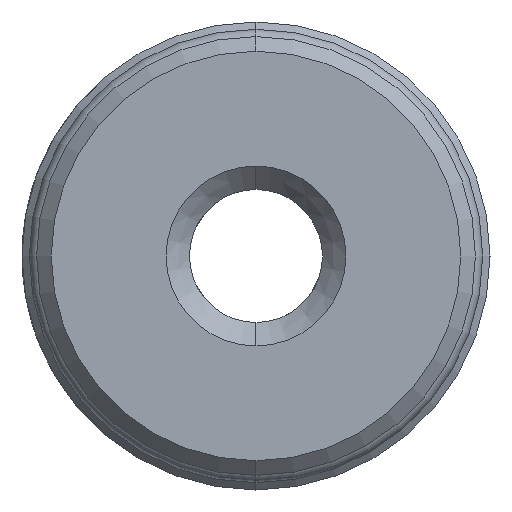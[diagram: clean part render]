
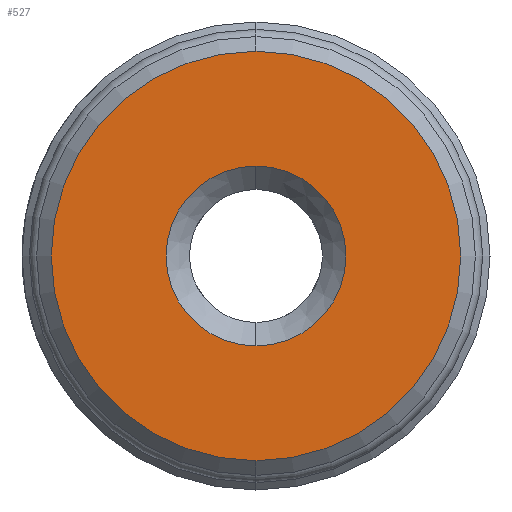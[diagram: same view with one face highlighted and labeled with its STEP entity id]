
A CAD part, left-side view. The second image highlights one B-rep face of the part: STEP entity #527.
In plain terms, the highlighted planar face has unit normal (-1, 0, 0).
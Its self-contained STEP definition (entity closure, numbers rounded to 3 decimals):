
#113 = CARTESIAN_POINT ( 'NONE',  ( -36.3, 0., 7. ) ) ;
#160 = AXIS2_PLACEMENT_3D ( 'NONE', #299, #301, #303 ) ;
#193 = CARTESIAN_POINT ( 'NONE',  ( -36.3, 0., -7. ) ) ;
#194 = AXIS2_PLACEMENT_3D ( 'NONE', #280, #283, #284 ) ;
#256 = VERTEX_POINT ( 'NONE', #809 ) ;
#280 = CARTESIAN_POINT ( 'NONE',  ( -36.3, 0., 0. ) ) ;
#283 = DIRECTION ( 'NONE',  ( 1., 0., 0. ) ) ;
#284 = DIRECTION ( 'NONE',  ( 0., 0., -1. ) ) ;
#289 = ORIENTED_EDGE ( 'NONE', *, *, #764, .F. ) ;
#291 = CARTESIAN_POINT ( 'NONE',  ( -36.3, 0., 3.075 ) ) ;
#299 = CARTESIAN_POINT ( 'NONE',  ( -36.3, 0., 0. ) ) ;
#301 = DIRECTION ( 'NONE',  ( 1., 0., 0. ) ) ;
#303 = DIRECTION ( 'NONE',  ( 0., 0., -1. ) ) ;
#370 = ORIENTED_EDGE ( 'NONE', *, *, #766, .T. ) ;
#427 = EDGE_LOOP ( 'NONE', ( #905, #370 ) ) ;
#519 = AXIS2_PLACEMENT_3D ( 'NONE', #1210, #1205, #1204 ) ;
#520 = AXIS2_PLACEMENT_3D ( 'NONE', #1235, #1231, #1221 ) ;
#527 = ADVANCED_FACE ( 'NONE', ( #1076, #1082 ), #1366, .T. ) ;
#570 = AXIS2_PLACEMENT_3D ( 'NONE', #1107, #746, #1368 ) ;
#679 = CIRCLE ( 'NONE', #160, 7. ) ;
#690 = CIRCLE ( 'NONE', #194, 3.075 ) ;
#746 = DIRECTION ( 'NONE',  ( -1., 0., 0. ) ) ;
#764 = EDGE_CURVE ( 'NONE', #935, #953, #969, .T. ) ;
#766 = EDGE_CURVE ( 'NONE', #256, #1058, #967, .T. ) ;
#809 = CARTESIAN_POINT ( 'NONE',  ( -36.3, 0., -3.075 ) ) ;
#905 = ORIENTED_EDGE ( 'NONE', *, *, #1046, .T. ) ;
#935 = VERTEX_POINT ( 'NONE', #113 ) ;
#953 = VERTEX_POINT ( 'NONE', #193 ) ;
#967 = CIRCLE ( 'NONE', #519, 3.075 ) ;
#969 = CIRCLE ( 'NONE', #520, 7. ) ;
#1046 = EDGE_CURVE ( 'NONE', #1058, #256, #690, .T. ) ;
#1058 = VERTEX_POINT ( 'NONE', #291 ) ;
#1066 = EDGE_CURVE ( 'NONE', #953, #935, #679, .T. ) ;
#1076 = FACE_BOUND ( 'NONE', #427, .T. ) ;
#1082 = FACE_OUTER_BOUND ( 'NONE', #1147, .T. ) ;
#1107 = CARTESIAN_POINT ( 'NONE',  ( -36.3, 3.075, 0. ) ) ;
#1124 = ORIENTED_EDGE ( 'NONE', *, *, #1066, .F. ) ;
#1147 = EDGE_LOOP ( 'NONE', ( #1124, #289 ) ) ;
#1204 = DIRECTION ( 'NONE',  ( 0., 0., -1. ) ) ;
#1205 = DIRECTION ( 'NONE',  ( 1., 0., 0. ) ) ;
#1210 = CARTESIAN_POINT ( 'NONE',  ( -36.3, 0., 0. ) ) ;
#1221 = DIRECTION ( 'NONE',  ( 0., 0., -1. ) ) ;
#1231 = DIRECTION ( 'NONE',  ( 1., 0., 0. ) ) ;
#1235 = CARTESIAN_POINT ( 'NONE',  ( -36.3, 0., 0. ) ) ;
#1366 = PLANE ( 'NONE',  #570 ) ;
#1368 = DIRECTION ( 'NONE',  ( 0., 0., 1. ) ) ;
